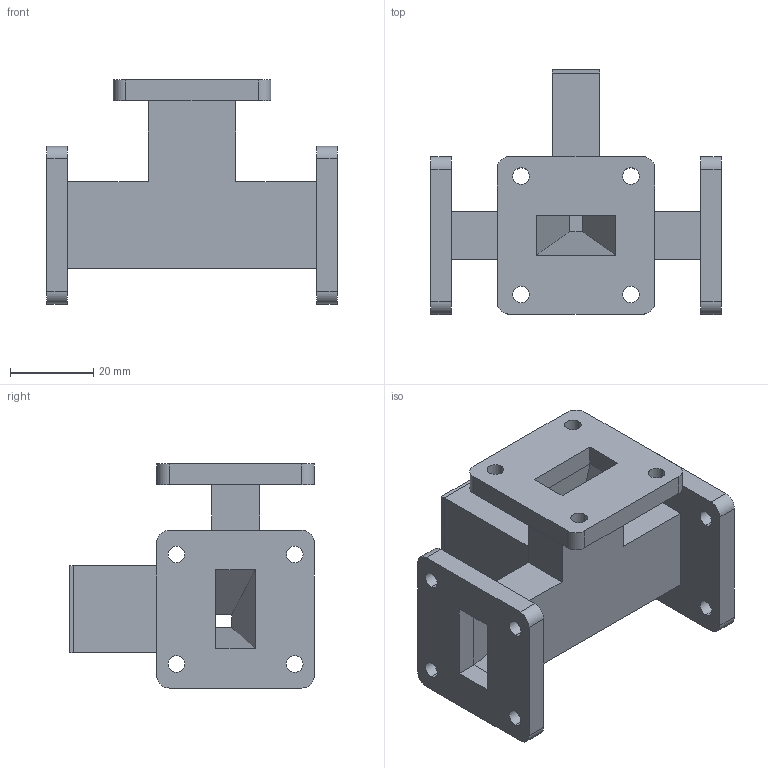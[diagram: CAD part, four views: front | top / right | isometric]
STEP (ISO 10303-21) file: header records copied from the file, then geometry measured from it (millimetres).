
FILE_DESCRIPTION (( 'STEP AP214' ), '1' );
FILE_NAME ('FMW75DV001_3D.step', '2024-09-09T14:31:07', ( '' ), ( '' ), 'SwSTEP 2.0', 'SolidWorks 2022', '' );
FILE_SCHEMA (( 'AUTOMOTIVE_DESIGN' ));
Length unit declared in the file: inch
Products named in the file (1): FMW75DV001_3D
Bounding box: 70 x 59 x 54 mm (x, y, z)
Volume: 37723.9 mm3; surface area: 21761.4 mm2
Topology: 1 solids, 1 shells, 99 faces, 255 edges, 160 vertices
Faces by surface type: plane 63, cylinder 36
Entity records: 3096 total; most frequent: CARTESIAN_POINT 572, ORIENTED_EDGE 510, DIRECTION 508, EDGE_CURVE 255, AXIS2_PLACEMENT_3D 172, VECTOR 164, LINE 164, VERTEX_POINT 160
